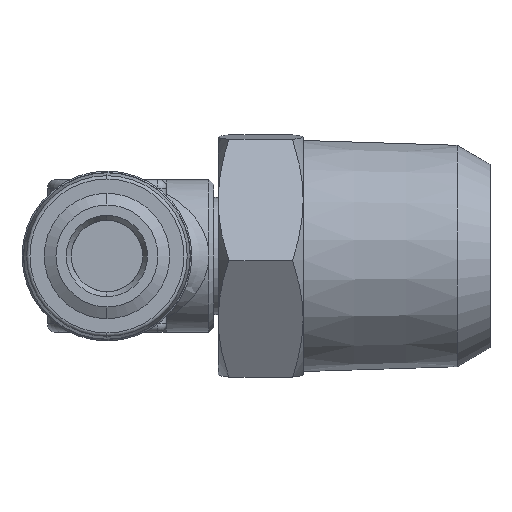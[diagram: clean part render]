
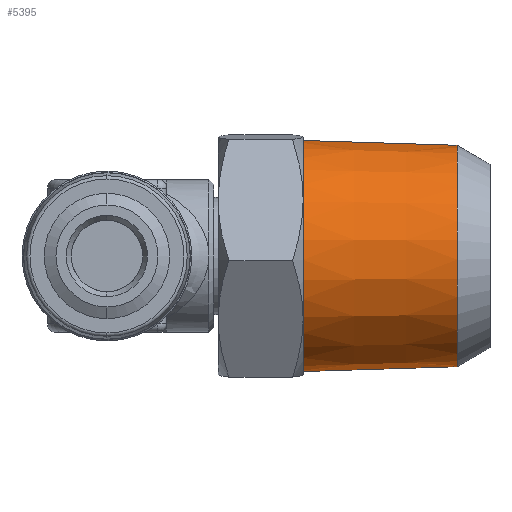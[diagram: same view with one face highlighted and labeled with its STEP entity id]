
A CAD part, left-side view. The second image highlights one B-rep face of the part: STEP entity #5395.
In plain terms, the highlighted conical face has half-angle 1.79 degrees and reference radius 6.521 mm.
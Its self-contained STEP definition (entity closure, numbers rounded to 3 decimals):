
#127 = EDGE_LOOP ( 'NONE', ( #5826, #5827, #5828, #5829 ) ) ;
#2635 = DIRECTION ( 'NONE',  ( 0., 1., 0. ) ) ;
#2646 = CARTESIAN_POINT ( 'NONE',  ( 0., -4.908, 0. ) ) ;
#2654 = DIRECTION ( 'NONE',  ( -0.033, 0., 0.999 ) ) ;
#2874 = CARTESIAN_POINT ( 'NONE',  ( 0.216, -4.908, -6.518 ) ) ;
#2875 = CARTESIAN_POINT ( 'NONE',  ( 0., 4.15, 0. ) ) ;
#2876 = DIRECTION ( 'NONE',  ( 0., -1., 0. ) ) ;
#2877 = DIRECTION ( 'NONE',  ( 0.033, 0., -0.999 ) ) ;
#2878 = CARTESIAN_POINT ( 'NONE',  ( 0., -4.908, 0. ) ) ;
#2879 = DIRECTION ( 'NONE',  ( 0., -1., 0. ) ) ;
#2880 = DIRECTION ( 'NONE',  ( 0.033, 0., -0.999 ) ) ;
#2887 = DIRECTION ( 'NONE',  ( 0.001, 1., -0.031 ) ) ;
#2891 = DIRECTION ( 'NONE',  ( -0.001, 1., 0.031 ) ) ;
#2895 = CARTESIAN_POINT ( 'NONE',  ( -0.216, -4.908, 6.518 ) ) ;
#5395 = ADVANCED_FACE ( 'NONE', ( #6197 ), #6205, .T. ) ;
#5496 = AXIS2_PLACEMENT_3D ( 'NONE', #2875, #2876, #2877 ) ;
#5497 = AXIS2_PLACEMENT_3D ( 'NONE', #2878, #2879, #2880 ) ;
#5656 = VERTEX_POINT ( 'NONE', #7106 ) ;
#5658 = VERTEX_POINT ( 'NONE', #7108 ) ;
#5659 = VERTEX_POINT ( 'NONE', #7109 ) ;
#5660 = VERTEX_POINT ( 'NONE', #7110 ) ;
#5826 = ORIENTED_EDGE ( 'NONE', *, *, #8132, .F. ) ;
#5827 = ORIENTED_EDGE ( 'NONE', *, *, #8127, .F. ) ;
#5828 = ORIENTED_EDGE ( 'NONE', *, *, #8134, .T. ) ;
#5829 = ORIENTED_EDGE ( 'NONE', *, *, #8126, .T. ) ;
#6197 = FACE_OUTER_BOUND ( 'NONE', #127, .T. ) ;
#6205 = CONICAL_SURFACE ( 'NONE', #7703, 6.521, 0.031 ) ;
#7106 = CARTESIAN_POINT ( 'NONE',  ( -0.225, 4.15, 6.801 ) ) ;
#7108 = CARTESIAN_POINT ( 'NONE',  ( -0.216, -4.908, 6.518 ) ) ;
#7109 = CARTESIAN_POINT ( 'NONE',  ( 0.216, -4.908, -6.518 ) ) ;
#7110 = CARTESIAN_POINT ( 'NONE',  ( 0.225, 4.15, -6.801 ) ) ;
#7232 = CIRCLE ( 'NONE', #5496, 6.805 ) ;
#7244 = CIRCLE ( 'NONE', #5497, 6.521 ) ;
#7250 = LINE ( 'NONE', #2874, #7252 ) ;
#7252 = VECTOR ( 'NONE', #2887, 1000. ) ;
#7253 = LINE ( 'NONE', #2895, #7255 ) ;
#7255 = VECTOR ( 'NONE', #2891, 1000. ) ;
#7703 = AXIS2_PLACEMENT_3D ( 'NONE', #2646, #2635, #2654 ) ;
#8126 = EDGE_CURVE ( 'NONE', #5656, #5660, #7232, .T. ) ;
#8127 = EDGE_CURVE ( 'NONE', #5658, #5659, #7244, .T. ) ;
#8132 = EDGE_CURVE ( 'NONE', #5659, #5660, #7250, .T. ) ;
#8134 = EDGE_CURVE ( 'NONE', #5658, #5656, #7253, .T. ) ;
